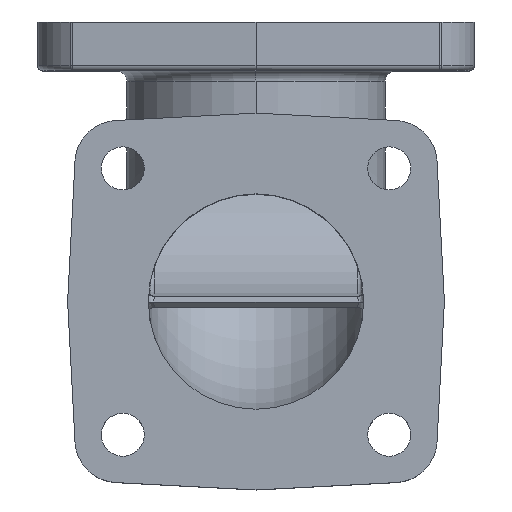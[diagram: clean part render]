
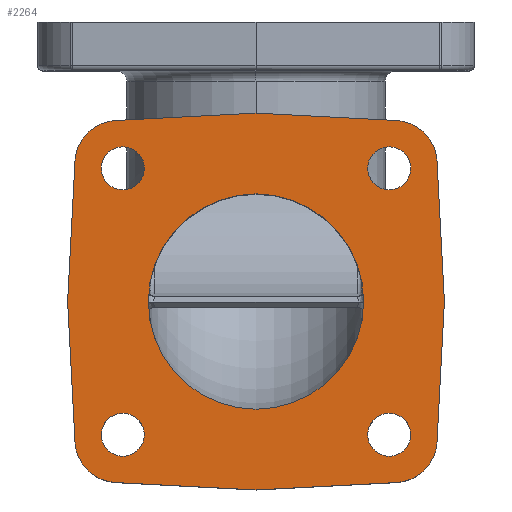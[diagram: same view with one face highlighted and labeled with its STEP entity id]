
A CAD part, top view. The second image highlights one B-rep face of the part: STEP entity #2264.
In plain terms, the highlighted planar face has unit normal (0, 0, 1).
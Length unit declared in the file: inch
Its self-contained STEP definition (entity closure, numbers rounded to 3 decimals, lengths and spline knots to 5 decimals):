
#227=CARTESIAN_POINT('',(0.,-3.313,5.251));
#228=DIRECTION('',(0.,0.,-1.));
#229=DIRECTION('',(0.,1.,0.));
#230=AXIS2_PLACEMENT_3D('',#227,#228,#229);
#256=CARTESIAN_POINT('',(-1.5468,-1.7662,5.251));
#257=DIRECTION('',(0.,0.,-1.));
#258=DIRECTION('',(-1.,0.,0.));
#259=AXIS2_PLACEMENT_3D('',#256,#257,#258);
#261=CARTESIAN_POINT('',(-1.5468,-1.7662,5.251));
#262=DIRECTION('',(0.,0.,-1.));
#263=DIRECTION('',(1.,0.,0.));
#264=AXIS2_PLACEMENT_3D('',#261,#262,#263);
#266=CARTESIAN_POINT('',(-1.5468,-4.8598,5.251));
#267=DIRECTION('',(0.,0.,-1.));
#268=DIRECTION('',(0.,-1.,0.));
#269=AXIS2_PLACEMENT_3D('',#266,#267,#268);
#271=CARTESIAN_POINT('',(-1.5468,-4.8598,5.251));
#272=DIRECTION('',(0.,0.,-1.));
#273=DIRECTION('',(0.,1.,0.));
#274=AXIS2_PLACEMENT_3D('',#271,#272,#273);
#276=CARTESIAN_POINT('',(1.5468,-4.8598,5.251));
#277=DIRECTION('',(0.,0.,-1.));
#278=DIRECTION('',(1.,0.,0.));
#279=AXIS2_PLACEMENT_3D('',#276,#277,#278);
#281=CARTESIAN_POINT('',(1.5468,-4.8598,5.251));
#282=DIRECTION('',(0.,0.,-1.));
#283=DIRECTION('',(-1.,0.,0.));
#284=AXIS2_PLACEMENT_3D('',#281,#282,#283);
#286=CARTESIAN_POINT('',(1.5468,-1.7662,5.251));
#287=DIRECTION('',(0.,0.,-1.));
#288=DIRECTION('',(0.,1.,0.));
#289=AXIS2_PLACEMENT_3D('',#286,#287,#288);
#291=CARTESIAN_POINT('',(1.5468,-1.7662,5.251));
#292=DIRECTION('',(0.,0.,-1.));
#293=DIRECTION('',(0.,-1.,0.));
#294=AXIS2_PLACEMENT_3D('',#291,#292,#293);
#296=CARTESIAN_POINT('',(0.,-3.313,5.251));
#297=DIRECTION('',(0.,0.,1.));
#298=DIRECTION('',(0.,1.,0.));
#299=AXIS2_PLACEMENT_3D('',#296,#297,#298);
#578=DIRECTION('',(-0.999,-0.052,0.));
#579=VECTOR('',#578,1.63122);
#580=CARTESIAN_POINT('',(0.,-1.1255,5.251));
#581=LINE('',#580,#579);
#590=CARTESIAN_POINT('',(-1.60281,-1.71019,5.251));
#591=DIRECTION('',(0.,0.,1.));
#592=DIRECTION('',(-0.052,0.999,0.));
#593=AXIS2_PLACEMENT_3D('',#590,#591,#592);
#604=DIRECTION('',(-0.052,-0.999,0.));
#605=VECTOR('',#604,1.63122);
#606=CARTESIAN_POINT('',(-2.10213,-1.68402,5.251));
#607=LINE('',#606,#605);
#616=DIRECTION('',(0.052,-0.999,0.));
#617=VECTOR('',#616,1.63122);
#618=CARTESIAN_POINT('',(-2.1875,-3.313,5.251));
#619=LINE('',#618,#617);
#628=CARTESIAN_POINT('',(-1.60281,-4.91581,5.251));
#629=DIRECTION('',(0.,0.,1.));
#630=DIRECTION('',(-0.999,-0.052,0.));
#631=AXIS2_PLACEMENT_3D('',#628,#629,#630);
#642=DIRECTION('',(0.999,-0.052,0.));
#643=VECTOR('',#642,1.63122);
#644=CARTESIAN_POINT('',(-1.62898,-5.41513,5.251));
#645=LINE('',#644,#643);
#658=DIRECTION('',(-0.999,-0.052,0.));
#659=VECTOR('',#658,1.63122);
#660=CARTESIAN_POINT('',(1.62898,-5.41513,5.251));
#661=LINE('',#660,#659);
#670=CARTESIAN_POINT('',(1.60281,-4.91581,5.251));
#671=DIRECTION('',(0.,0.,-1.));
#672=DIRECTION('',(0.999,-0.052,0.));
#673=AXIS2_PLACEMENT_3D('',#670,#671,#672);
#684=DIRECTION('',(-0.052,-0.999,0.));
#685=VECTOR('',#684,1.63122);
#686=CARTESIAN_POINT('',(2.1875,-3.313,5.251));
#687=LINE('',#686,#685);
#696=DIRECTION('',(0.052,-0.999,0.));
#697=VECTOR('',#696,1.63122);
#698=CARTESIAN_POINT('',(2.10213,-1.68402,5.251));
#699=LINE('',#698,#697);
#708=CARTESIAN_POINT('',(1.60281,-1.71019,5.251));
#709=DIRECTION('',(0.,0.,-1.));
#710=DIRECTION('',(0.052,0.999,0.));
#711=AXIS2_PLACEMENT_3D('',#708,#709,#710);
#722=DIRECTION('',(0.999,-0.052,0.));
#723=VECTOR('',#722,1.63122);
#724=CARTESIAN_POINT('',(0.,-1.1255,5.251));
#725=LINE('',#724,#723);
#1820=CARTESIAN_POINT('',(0.,-2.063,5.251));
#1821=CARTESIAN_POINT('',(0.,-4.563,5.251));
#1822=VERTEX_POINT('',#1820);
#1823=VERTEX_POINT('',#1821);
#1824=CARTESIAN_POINT('',(0.,-1.1255,5.251));
#1825=CARTESIAN_POINT('',(-1.62898,-1.21087,5.251));
#1826=VERTEX_POINT('',#1824);
#1827=VERTEX_POINT('',#1825);
#1828=CARTESIAN_POINT('',(-2.10213,-1.68402,5.251));
#1829=CARTESIAN_POINT('',(-2.1875,-3.313,5.251));
#1830=VERTEX_POINT('',#1828);
#1831=VERTEX_POINT('',#1829);
#1832=CARTESIAN_POINT('',(-2.10213,-4.94198,5.251));
#1833=VERTEX_POINT('',#1832);
#1834=CARTESIAN_POINT('',(-1.62898,-5.41513,5.251));
#1835=CARTESIAN_POINT('',(0.,-5.5005,5.251));
#1836=VERTEX_POINT('',#1834);
#1837=VERTEX_POINT('',#1835);
#1838=CARTESIAN_POINT('',(1.62898,-1.21087,5.251));
#1839=VERTEX_POINT('',#1838);
#1840=CARTESIAN_POINT('',(2.10213,-1.68402,5.251));
#1841=CARTESIAN_POINT('',(2.1875,-3.313,5.251));
#1842=VERTEX_POINT('',#1840);
#1843=VERTEX_POINT('',#1841);
#1844=CARTESIAN_POINT('',(2.10213,-4.94198,5.251));
#1845=VERTEX_POINT('',#1844);
#1846=CARTESIAN_POINT('',(1.62898,-5.41513,5.251));
#1847=VERTEX_POINT('',#1846);
#1852=CARTESIAN_POINT('',(-1.7968,-1.7662,5.251));
#1853=CARTESIAN_POINT('',(-1.2968,-1.7662,5.251));
#1854=VERTEX_POINT('',#1852);
#1855=VERTEX_POINT('',#1853);
#1860=CARTESIAN_POINT('',(-1.5468,-5.1098,5.251));
#1861=CARTESIAN_POINT('',(-1.5468,-4.6098,5.251));
#1862=VERTEX_POINT('',#1860);
#1863=VERTEX_POINT('',#1861);
#1868=CARTESIAN_POINT('',(1.7968,-4.8598,5.251));
#1869=CARTESIAN_POINT('',(1.2968,-4.8598,5.251));
#1870=VERTEX_POINT('',#1868);
#1871=VERTEX_POINT('',#1869);
#1876=CARTESIAN_POINT('',(1.5468,-1.5162,5.251));
#1877=CARTESIAN_POINT('',(1.5468,-2.0162,5.251));
#1878=VERTEX_POINT('',#1876);
#1879=VERTEX_POINT('',#1877);
#2204=CARTESIAN_POINT('',(0.,-3.313,5.251));
#2205=DIRECTION('',(0.,0.,1.));
#2206=DIRECTION('',(0.,1.,0.));
#2207=AXIS2_PLACEMENT_3D('',#2204,#2205,#2206);
#2208=PLANE('',#2207);
#2210=ORIENTED_EDGE('',*,*,#2209,.F.);
#2212=ORIENTED_EDGE('',*,*,#2211,.T.);
#2214=ORIENTED_EDGE('',*,*,#2213,.T.);
#2216=ORIENTED_EDGE('',*,*,#2215,.T.);
#2218=ORIENTED_EDGE('',*,*,#2217,.T.);
#2220=ORIENTED_EDGE('',*,*,#2219,.T.);
#2222=ORIENTED_EDGE('',*,*,#2221,.T.);
#2224=ORIENTED_EDGE('',*,*,#2223,.F.);
#2226=ORIENTED_EDGE('',*,*,#2225,.F.);
#2228=ORIENTED_EDGE('',*,*,#2227,.F.);
#2230=ORIENTED_EDGE('',*,*,#2229,.F.);
#2232=ORIENTED_EDGE('',*,*,#2231,.F.);
#2233=EDGE_LOOP('',(#2210,#2212,#2214,#2216,#2218,#2220,#2222,#2224,#2226,#2228,
#2230,#2232));
#2234=FACE_OUTER_BOUND('',#2233,.F.);
#2236=ORIENTED_EDGE('',*,*,#2235,.T.);
#2237=ORIENTED_EDGE('',*,*,#2189,.F.);
#2238=EDGE_LOOP('',(#2236,#2237));
#2239=FACE_BOUND('',#2238,.F.);
#2241=ORIENTED_EDGE('',*,*,#2240,.F.);
#2243=ORIENTED_EDGE('',*,*,#2242,.F.);
#2244=EDGE_LOOP('',(#2241,#2243));
#2245=FACE_BOUND('',#2244,.F.);
#2247=ORIENTED_EDGE('',*,*,#2246,.F.);
#2249=ORIENTED_EDGE('',*,*,#2248,.F.);
#2250=EDGE_LOOP('',(#2247,#2249));
#2251=FACE_BOUND('',#2250,.F.);
#2253=ORIENTED_EDGE('',*,*,#2252,.F.);
#2255=ORIENTED_EDGE('',*,*,#2254,.F.);
#2256=EDGE_LOOP('',(#2253,#2255));
#2257=FACE_BOUND('',#2256,.F.);
#2259=ORIENTED_EDGE('',*,*,#2258,.F.);
#2261=ORIENTED_EDGE('',*,*,#2260,.F.);
#2262=EDGE_LOOP('',(#2259,#2261));
#2263=FACE_BOUND('',#2262,.F.);
#231=CIRCLE('',#230,1.25);
#260=CIRCLE('',#259,0.25);
#265=CIRCLE('',#264,0.25);
#270=CIRCLE('',#269,0.25);
#275=CIRCLE('',#274,0.25);
#280=CIRCLE('',#279,0.25);
#285=CIRCLE('',#284,0.25);
#290=CIRCLE('',#289,0.25);
#295=CIRCLE('',#294,0.25);
#300=CIRCLE('',#299,1.25);
#594=CIRCLE('',#593,0.5);
#632=CIRCLE('',#631,0.5);
#674=CIRCLE('',#673,0.5);
#712=CIRCLE('',#711,0.5);
#2189=EDGE_CURVE('',#1822,#1823,#231,.T.);
#2209=EDGE_CURVE('',#1826,#1827,#581,.T.);
#2211=EDGE_CURVE('',#1826,#1839,#725,.T.);
#2213=EDGE_CURVE('',#1839,#1842,#712,.T.);
#2215=EDGE_CURVE('',#1842,#1843,#699,.T.);
#2217=EDGE_CURVE('',#1843,#1845,#687,.T.);
#2219=EDGE_CURVE('',#1845,#1847,#674,.T.);
#2221=EDGE_CURVE('',#1847,#1837,#661,.T.);
#2223=EDGE_CURVE('',#1836,#1837,#645,.T.);
#2225=EDGE_CURVE('',#1833,#1836,#632,.T.);
#2227=EDGE_CURVE('',#1831,#1833,#619,.T.);
#2229=EDGE_CURVE('',#1830,#1831,#607,.T.);
#2231=EDGE_CURVE('',#1827,#1830,#594,.T.);
#2235=EDGE_CURVE('',#1822,#1823,#300,.T.);
#2240=EDGE_CURVE('',#1854,#1855,#260,.T.);
#2242=EDGE_CURVE('',#1855,#1854,#265,.T.);
#2246=EDGE_CURVE('',#1862,#1863,#270,.T.);
#2248=EDGE_CURVE('',#1863,#1862,#275,.T.);
#2252=EDGE_CURVE('',#1870,#1871,#280,.T.);
#2254=EDGE_CURVE('',#1871,#1870,#285,.T.);
#2258=EDGE_CURVE('',#1878,#1879,#290,.T.);
#2260=EDGE_CURVE('',#1879,#1878,#295,.T.);
#2264=ADVANCED_FACE('',(#2234,#2239,#2245,#2251,#2257,#2263),#2208,.T.);
